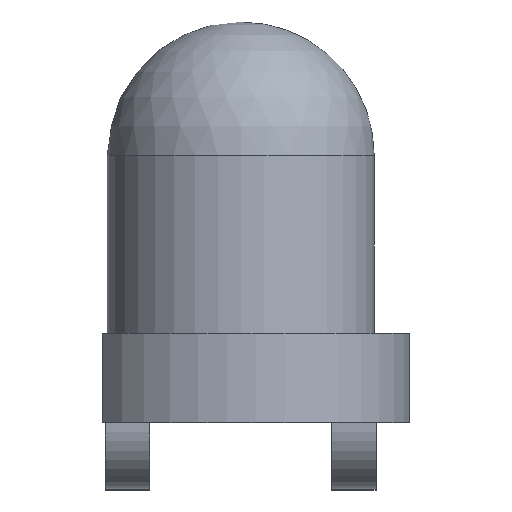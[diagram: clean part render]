
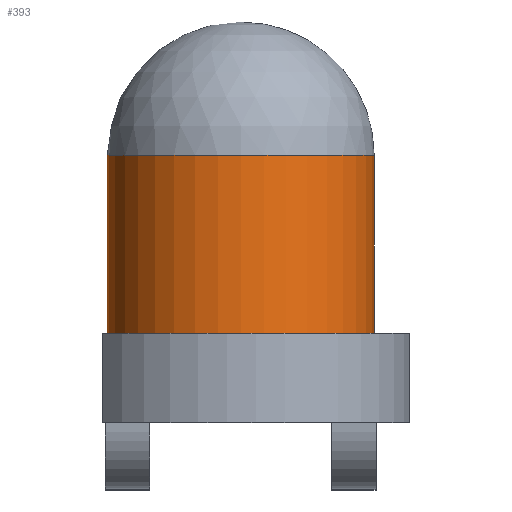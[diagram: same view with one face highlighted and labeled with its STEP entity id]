
A CAD part, top view. The second image highlights one B-rep face of the part: STEP entity #393.
In plain terms, the highlighted cylindrical face has radius 1.5 mm (diameter 3 mm), a full revolution.
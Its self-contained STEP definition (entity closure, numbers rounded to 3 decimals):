
#14=DIRECTION('',(1.,0.,0.));
#188=DIRECTION('',(0.,1.,0.));
#230=VECTOR('',#188,1.);
#237=CARTESIAN_POINT('',(0.,1.5,1.9));
#359=EDGE_CURVE('',#360,#360,#362,.T.);
#360=VERTEX_POINT('',#361);
#361=CARTESIAN_POINT('',(1.5,1.5,1.9));
#362=CIRCLE('',#363,1.5);
#363=AXIS2_PLACEMENT_3D('',#237,#188,#14);
#393=ADVANCED_FACE('',(#394),#408,.T.);
#394=FACE_BOUND('',#395,.T.);
#395=EDGE_LOOP('',(#396,#403,#406,#407));
#396=ORIENTED_EDGE('',*,*,#397,.F.);
#397=EDGE_CURVE('',#398,#398,#400,.T.);
#398=VERTEX_POINT('',#399);
#399=CARTESIAN_POINT('',(1.5,3.5,1.9));
#400=CIRCLE('',#401,1.5);
#401=AXIS2_PLACEMENT_3D('',#402,#188,#14);
#402=CARTESIAN_POINT('',(0.,3.5,1.9));
#403=ORIENTED_EDGE('',*,*,#404,.F.);
#404=EDGE_CURVE('',#360,#398,#405,.T.);
#405=LINE('',#361,#230);
#406=ORIENTED_EDGE('',*,*,#359,.T.);
#407=ORIENTED_EDGE('',*,*,#404,.T.);
#408=CYLINDRICAL_SURFACE('',#363,1.5);
